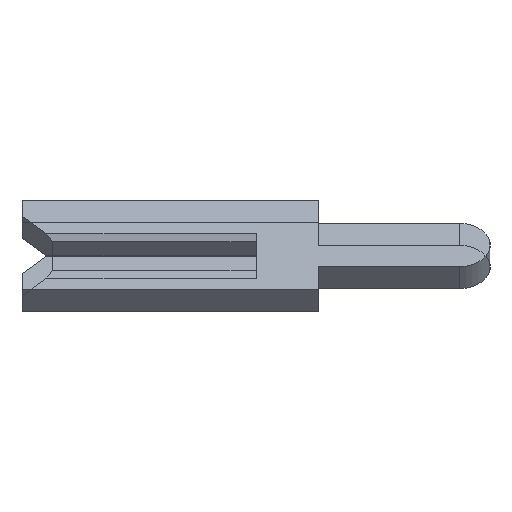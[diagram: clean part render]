
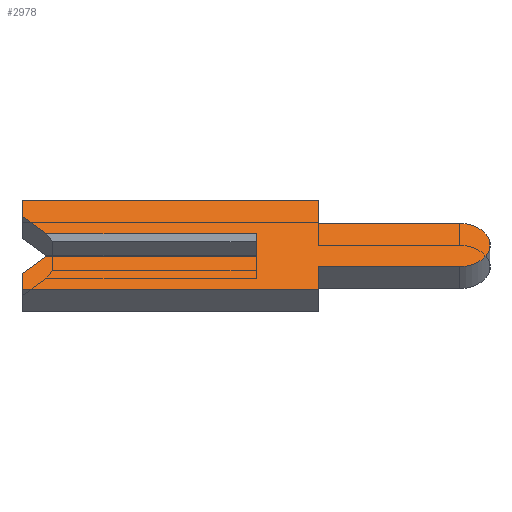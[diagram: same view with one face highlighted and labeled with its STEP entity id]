
A CAD part, left-side view. The second image highlights one B-rep face of the part: STEP entity #2978.
In plain terms, the highlighted face is planar.
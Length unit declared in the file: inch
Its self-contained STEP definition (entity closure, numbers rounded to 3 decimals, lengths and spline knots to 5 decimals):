
#1 = DIRECTION ( 'NONE',  ( 0., -1., 0. ) ) ;
#28 = VECTOR ( 'NONE', #1177, 39.37008 ) ;
#64 = CARTESIAN_POINT ( 'NONE',  ( -0.01, -0.1305, 0. ) ) ;
#98 = CARTESIAN_POINT ( 'NONE',  ( -0.01, -0.04, 0.04 ) ) ;
#210 = EDGE_CURVE ( 'NONE', #3442, #1734, #1042, .T. ) ;
#212 = VECTOR ( 'NONE', #1326, 39.37008 ) ;
#217 = VERTEX_POINT ( 'NONE', #2156 ) ;
#219 = VERTEX_POINT ( 'NONE', #2488 ) ;
#267 = ORIENTED_EDGE ( 'NONE', *, *, #3330, .F. ) ;
#270 = CARTESIAN_POINT ( 'NONE',  ( -0.01, 0.15, 0.04 ) ) ;
#272 = VECTOR ( 'NONE', #1561, 39.37008 ) ;
#317 = VECTOR ( 'NONE', #3719, 39.37008 ) ;
#376 = CARTESIAN_POINT ( 'NONE',  ( -0.01, -0.04, -0.04 ) ) ;
#377 = EDGE_LOOP ( 'NONE', ( #1632, #3962, #267, #642, #3337, #1478, #3609, #1689, #2563, #1327, #397, #1226, #2200, #644 ) ) ;
#397 = ORIENTED_EDGE ( 'NONE', *, *, #3560, .F. ) ;
#474 = LINE ( 'NONE', #4052, #3466 ) ;
#477 = VECTOR ( 'NONE', #3241, 39.37008 ) ;
#586 = VECTOR ( 'NONE', #1, 39.37008 ) ;
#590 = LINE ( 'NONE', #3251, #477 ) ;
#603 = EDGE_CURVE ( 'NONE', #1582, #1196, #590, .T. ) ;
#642 = ORIENTED_EDGE ( 'NONE', *, *, #3503, .F. ) ;
#644 = ORIENTED_EDGE ( 'NONE', *, *, #4165, .F. ) ;
#646 = CARTESIAN_POINT ( 'NONE',  ( -0.01, -0.1305, -0.0195 ) ) ;
#661 = EDGE_CURVE ( 'NONE', #2852, #219, #1948, .T. ) ;
#769 = CARTESIAN_POINT ( 'NONE',  ( -0.01, 0., -0.01 ) ) ;
#790 = LINE ( 'NONE', #1975, #212 ) ;
#806 = DIRECTION ( 'NONE',  ( 0., -1., 0. ) ) ;
#814 = VECTOR ( 'NONE', #1117, 39.37008 ) ;
#830 = EDGE_CURVE ( 'NONE', #3988, #217, #1167, .T. ) ;
#893 = CARTESIAN_POINT ( 'NONE',  ( -0.01, 0.15, -0.026 ) ) ;
#1015 = VERTEX_POINT ( 'NONE', #893 ) ;
#1042 = LINE ( 'NONE', #4168, #28 ) ;
#1061 = VECTOR ( 'NONE', #3933, 39.37008 ) ;
#1080 = CARTESIAN_POINT ( 'NONE',  ( -0.01, -0.04, -0.04 ) ) ;
#1101 = CARTESIAN_POINT ( 'NONE',  ( -0.01, 0.134, 0.01 ) ) ;
#1117 = DIRECTION ( 'NONE',  ( 0., -0.707, 0.707 ) ) ;
#1167 = LINE ( 'NONE', #2588, #3901 ) ;
#1177 = DIRECTION ( 'NONE',  ( 0., 0., 1. ) ) ;
#1196 = VERTEX_POINT ( 'NONE', #270 ) ;
#1226 = ORIENTED_EDGE ( 'NONE', *, *, #1501, .F. ) ;
#1254 = DIRECTION ( 'NONE',  ( 0., -1., 0. ) ) ;
#1326 = DIRECTION ( 'NONE',  ( 0., -1., 0. ) ) ;
#1327 = ORIENTED_EDGE ( 'NONE', *, *, #830, .F. ) ;
#1343 = EDGE_CURVE ( 'NONE', #2586, #1734, #790, .T. ) ;
#1459 = DIRECTION ( 'NONE',  ( 0., 0., 1. ) ) ;
#1473 = DIRECTION ( 'NONE',  ( 0., 1., 0. ) ) ;
#1478 = ORIENTED_EDGE ( 'NONE', *, *, #661, .F. ) ;
#1486 = CARTESIAN_POINT ( 'NONE',  ( -0.01, -0.04, 0.0195 ) ) ;
#1501 = EDGE_CURVE ( 'NONE', #1196, #2405, #2450, .T. ) ;
#1544 = LINE ( 'NONE', #98, #3978 ) ;
#1561 = DIRECTION ( 'NONE',  ( 0., 0.707, 0.707 ) ) ;
#1582 = VERTEX_POINT ( 'NONE', #2292 ) ;
#1632 = ORIENTED_EDGE ( 'NONE', *, *, #1343, .T. ) ;
#1680 = CARTESIAN_POINT ( 'NONE',  ( -0.01, 0., 0.01 ) ) ;
#1687 = VERTEX_POINT ( 'NONE', #646 ) ;
#1689 = ORIENTED_EDGE ( 'NONE', *, *, #3859, .F. ) ;
#1734 = VERTEX_POINT ( 'NONE', #1680 ) ;
#1762 = CARTESIAN_POINT ( 'NONE',  ( -0.01, 0.134, -0.01 ) ) ;
#1822 = CARTESIAN_POINT ( 'NONE',  ( -0.01, -0.1305, 0. ) ) ;
#1838 = CARTESIAN_POINT ( 'NONE',  ( -0.01, 0.1305, 0.0065 ) ) ;
#1948 = LINE ( 'NONE', #3597, #1061 ) ;
#1975 = CARTESIAN_POINT ( 'NONE',  ( -0.01, 0.15, 0.01 ) ) ;
#1977 = CIRCLE ( 'NONE', #2340, 0.0195 ) ;
#2029 = VECTOR ( 'NONE', #1473, 39.37008 ) ;
#2060 = DIRECTION ( 'NONE',  ( 1., 0., 0. ) ) ;
#2070 = CARTESIAN_POINT ( 'NONE',  ( -0.01, -0.04, 0.04 ) ) ;
#2142 = AXIS2_PLACEMENT_3D ( 'NONE', #64, #2060, #3049 ) ;
#2156 = CARTESIAN_POINT ( 'NONE',  ( -0.01, -0.1305, 0.0195 ) ) ;
#2200 = ORIENTED_EDGE ( 'NONE', *, *, #603, .F. ) ;
#2266 = LINE ( 'NONE', #1838, #272 ) ;
#2292 = CARTESIAN_POINT ( 'NONE',  ( -0.01, 0.15, 0.026 ) ) ;
#2305 = CARTESIAN_POINT ( 'NONE',  ( -0.01, 0.15, 0.04 ) ) ;
#2340 = AXIS2_PLACEMENT_3D ( 'NONE', #1822, #3144, #2416 ) ;
#2405 = VERTEX_POINT ( 'NONE', #2070 ) ;
#2416 = DIRECTION ( 'NONE',  ( 0., 0., -1. ) ) ;
#2435 = DIRECTION ( 'NONE',  ( 0., 0., -1. ) ) ;
#2450 = LINE ( 'NONE', #2305, #586 ) ;
#2488 = CARTESIAN_POINT ( 'NONE',  ( -0.01, 0.15, -0.04 ) ) ;
#2563 = ORIENTED_EDGE ( 'NONE', *, *, #3941, .F. ) ;
#2586 = VERTEX_POINT ( 'NONE', #1101 ) ;
#2588 = CARTESIAN_POINT ( 'NONE',  ( -0.01, -0.04, 0.0195 ) ) ;
#2745 = EDGE_CURVE ( 'NONE', #3813, #2852, #3854, .T. ) ;
#2774 = CARTESIAN_POINT ( 'NONE',  ( -0.01, -0.04, -0.0195 ) ) ;
#2805 = CARTESIAN_POINT ( 'NONE',  ( -0.01, -0.1305, -0.01 ) ) ;
#2852 = VERTEX_POINT ( 'NONE', #1080 ) ;
#2978 = ADVANCED_FACE ( 'NONE', ( #3655 ), #3371, .F. ) ;
#3049 = DIRECTION ( 'NONE',  ( 0., 0., -1. ) ) ;
#3086 = VERTEX_POINT ( 'NONE', #1762 ) ;
#3144 = DIRECTION ( 'NONE',  ( 1., 0., 0. ) ) ;
#3151 = LINE ( 'NONE', #2805, #3407 ) ;
#3192 = EDGE_CURVE ( 'NONE', #219, #1015, #474, .T. ) ;
#3241 = DIRECTION ( 'NONE',  ( 0., 0., 1. ) ) ;
#3251 = CARTESIAN_POINT ( 'NONE',  ( -0.01, 0.15, 0.026 ) ) ;
#3330 = EDGE_CURVE ( 'NONE', #3086, #3442, #3151, .T. ) ;
#3337 = ORIENTED_EDGE ( 'NONE', *, *, #3192, .F. ) ;
#3362 = LINE ( 'NONE', #4073, #814 ) ;
#3371 = PLANE ( 'NONE',  #2142 ) ;
#3407 = VECTOR ( 'NONE', #806, 39.37008 ) ;
#3442 = VERTEX_POINT ( 'NONE', #769 ) ;
#3466 = VECTOR ( 'NONE', #1459, 39.37008 ) ;
#3503 = EDGE_CURVE ( 'NONE', #1015, #3086, #3362, .T. ) ;
#3560 = EDGE_CURVE ( 'NONE', #2405, #3988, #1544, .T. ) ;
#3582 = LINE ( 'NONE', #3817, #2029 ) ;
#3597 = CARTESIAN_POINT ( 'NONE',  ( -0.01, 0.15, -0.04 ) ) ;
#3609 = ORIENTED_EDGE ( 'NONE', *, *, #2745, .F. ) ;
#3655 = FACE_OUTER_BOUND ( 'NONE', #377, .T. ) ;
#3719 = DIRECTION ( 'NONE',  ( 0., 0., -1. ) ) ;
#3813 = VERTEX_POINT ( 'NONE', #2774 ) ;
#3817 = CARTESIAN_POINT ( 'NONE',  ( -0.01, -0.04, -0.0195 ) ) ;
#3854 = LINE ( 'NONE', #376, #317 ) ;
#3859 = EDGE_CURVE ( 'NONE', #1687, #3813, #3582, .T. ) ;
#3901 = VECTOR ( 'NONE', #1254, 39.37008 ) ;
#3933 = DIRECTION ( 'NONE',  ( 0., 1., 0. ) ) ;
#3941 = EDGE_CURVE ( 'NONE', #217, #1687, #1977, .T. ) ;
#3962 = ORIENTED_EDGE ( 'NONE', *, *, #210, .F. ) ;
#3978 = VECTOR ( 'NONE', #2435, 39.37008 ) ;
#3988 = VERTEX_POINT ( 'NONE', #1486 ) ;
#4052 = CARTESIAN_POINT ( 'NONE',  ( -0.01, 0.15, -0.026 ) ) ;
#4073 = CARTESIAN_POINT ( 'NONE',  ( -0.01, 0.1305, -0.0065 ) ) ;
#4165 = EDGE_CURVE ( 'NONE', #2586, #1582, #2266, .T. ) ;
#4168 = CARTESIAN_POINT ( 'NONE',  ( -0.01, 0., 0.0065 ) ) ;
